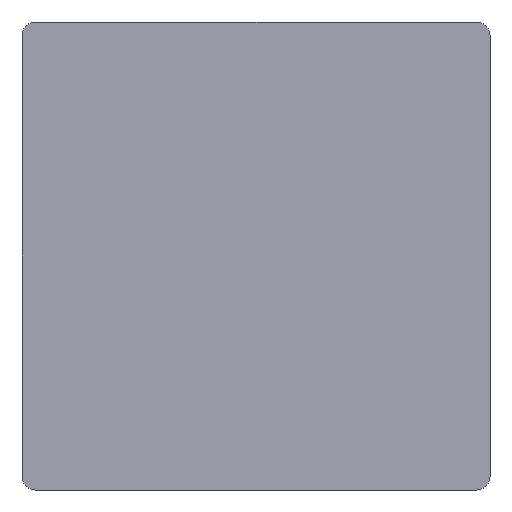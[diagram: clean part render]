
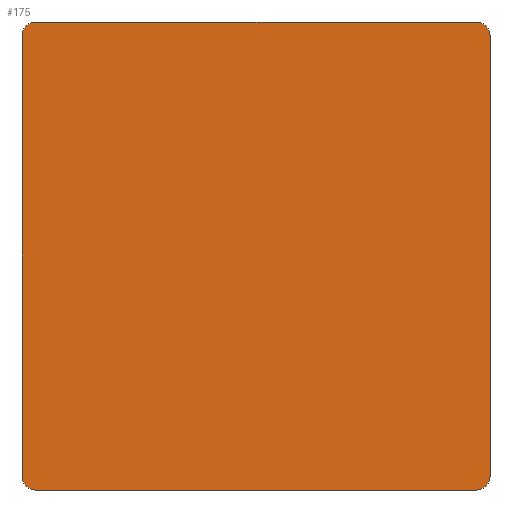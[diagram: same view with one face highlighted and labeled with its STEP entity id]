
A CAD part, left-side view. The second image highlights one B-rep face of the part: STEP entity #175.
In plain terms, the highlighted planar face has unit normal (-1, 0, 0).
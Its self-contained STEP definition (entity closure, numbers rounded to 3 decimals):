
#16=PLANE('',#201);
#23=FACE_OUTER_BOUND('',#33,.T.);
#33=EDGE_LOOP('',(#129,#130,#131,#132,#133,#134,#135,#136));
#43=LINE('',#281,#59);
#46=LINE('',#287,#62);
#47=LINE('',#291,#63);
#48=LINE('',#295,#64);
#59=VECTOR('',#227,10.);
#62=VECTOR('',#232,10.);
#63=VECTOR('',#235,10.);
#64=VECTOR('',#238,10.);
#74=CIRCLE('',#199,7.5);
#75=CIRCLE('',#202,7.5);
#76=CIRCLE('',#203,7.5);
#77=CIRCLE('',#204,7.5);
#83=VERTEX_POINT('',#274);
#84=VERTEX_POINT('',#276);
#85=VERTEX_POINT('',#280);
#87=VERTEX_POINT('',#286);
#88=VERTEX_POINT('',#288);
#89=VERTEX_POINT('',#290);
#90=VERTEX_POINT('',#292);
#91=VERTEX_POINT('',#294);
#99=EDGE_CURVE('',#83,#84,#74,.T.);
#101=EDGE_CURVE('',#84,#85,#43,.T.);
#104=EDGE_CURVE('',#87,#83,#46,.T.);
#105=EDGE_CURVE('',#88,#87,#75,.T.);
#106=EDGE_CURVE('',#89,#88,#47,.T.);
#107=EDGE_CURVE('',#90,#89,#76,.T.);
#108=EDGE_CURVE('',#91,#90,#48,.T.);
#109=EDGE_CURVE('',#85,#91,#77,.T.);
#129=ORIENTED_EDGE('',*,*,#99,.F.);
#130=ORIENTED_EDGE('',*,*,#104,.F.);
#131=ORIENTED_EDGE('',*,*,#105,.F.);
#132=ORIENTED_EDGE('',*,*,#106,.F.);
#133=ORIENTED_EDGE('',*,*,#107,.F.);
#134=ORIENTED_EDGE('',*,*,#108,.F.);
#135=ORIENTED_EDGE('',*,*,#109,.F.);
#136=ORIENTED_EDGE('',*,*,#101,.F.);
#175=ADVANCED_FACE('',(#23),#16,.F.);
#199=AXIS2_PLACEMENT_3D('',#277,#222,#223);
#201=AXIS2_PLACEMENT_3D('',#285,#230,#231);
#202=AXIS2_PLACEMENT_3D('',#289,#233,#234);
#203=AXIS2_PLACEMENT_3D('',#293,#236,#237);
#204=AXIS2_PLACEMENT_3D('',#296,#239,#240);
#222=DIRECTION('center_axis',(1.,0.,0.));
#223=DIRECTION('ref_axis',(0.,-0.707,0.707));
#227=DIRECTION('',(0.,0.,-1.));
#230=DIRECTION('center_axis',(1.,0.,0.));
#231=DIRECTION('ref_axis',(0.,0.,-1.));
#232=DIRECTION('',(0.,-1.,0.));
#233=DIRECTION('center_axis',(1.,0.,0.));
#234=DIRECTION('ref_axis',(0.,0.707,0.707));
#235=DIRECTION('',(0.,0.,1.));
#236=DIRECTION('center_axis',(1.,0.,0.));
#237=DIRECTION('ref_axis',(0.,0.707,-0.707));
#238=DIRECTION('',(0.,1.,0.));
#239=DIRECTION('center_axis',(1.,0.,0.));
#240=DIRECTION('ref_axis',(0.,-0.707,-0.707));
#274=CARTESIAN_POINT('',(0.,-119.5,127.));
#276=CARTESIAN_POINT('',(0.,-127.,119.5));
#277=CARTESIAN_POINT('Origin',(0.,-119.5,119.5));
#280=CARTESIAN_POINT('',(0.,-127.,-119.5));
#281=CARTESIAN_POINT('',(0.,-127.,127.));
#285=CARTESIAN_POINT('Origin',(0.,0.,0.));
#286=CARTESIAN_POINT('',(0.,119.5,127.));
#287=CARTESIAN_POINT('',(0.,127.,127.));
#288=CARTESIAN_POINT('',(0.,127.,119.5));
#289=CARTESIAN_POINT('Origin',(0.,119.5,119.5));
#290=CARTESIAN_POINT('',(0.,127.,-119.5));
#291=CARTESIAN_POINT('',(0.,127.,-127.));
#292=CARTESIAN_POINT('',(0.,119.5,-127.));
#293=CARTESIAN_POINT('Origin',(0.,119.5,-119.5));
#294=CARTESIAN_POINT('',(0.,-119.5,-127.));
#295=CARTESIAN_POINT('',(0.,-127.,-127.));
#296=CARTESIAN_POINT('Origin',(0.,-119.5,-119.5));
